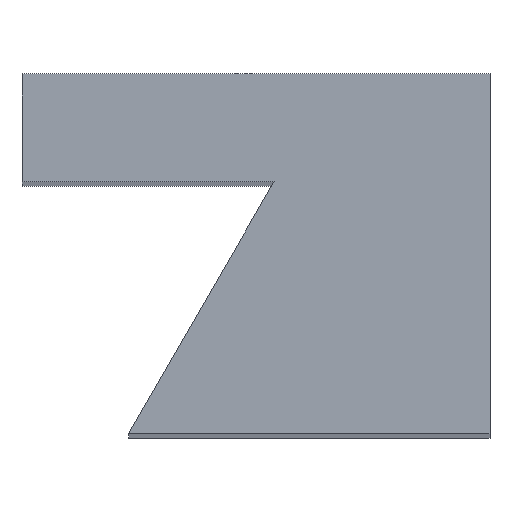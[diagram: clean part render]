
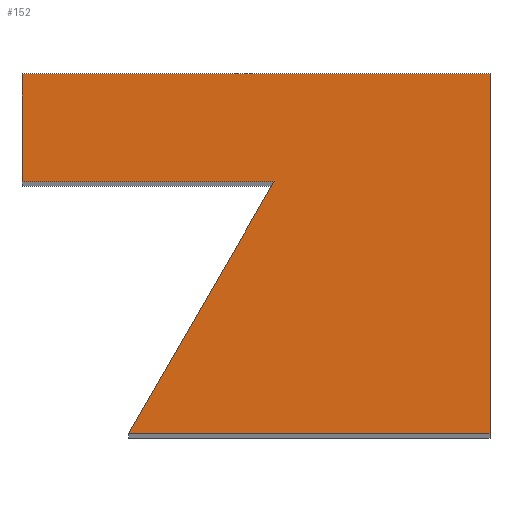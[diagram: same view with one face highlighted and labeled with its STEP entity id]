
A CAD part, top view. The second image highlights one B-rep face of the part: STEP entity #152.
In plain terms, the highlighted planar face has unit normal (0, 0, 1).
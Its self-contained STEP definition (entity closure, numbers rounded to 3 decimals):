
#24 = VERTEX_POINT('',#25);
#25 = CARTESIAN_POINT('',(0.,0.,70.));
#31 = EDGE_CURVE('',#24,#32,#34,.T.);
#32 = VERTEX_POINT('',#33);
#33 = CARTESIAN_POINT('',(7.,0.,70.));
#34 = LINE('',#35,#36);
#35 = CARTESIAN_POINT('',(0.,0.,70.));
#36 = VECTOR('',#37,1.);
#37 = DIRECTION('',(1.,0.,0.));
#64 = VERTEX_POINT('',#65);
#65 = CARTESIAN_POINT('',(0.,3.,70.));
#71 = EDGE_CURVE('',#64,#24,#72,.T.);
#72 = LINE('',#73,#74);
#73 = CARTESIAN_POINT('',(0.,3.,70.));
#74 = VECTOR('',#75,1.);
#75 = DIRECTION('',(0.,-1.,0.));
#93 = EDGE_CURVE('',#32,#94,#96,.T.);
#94 = VERTEX_POINT('',#95);
#95 = CARTESIAN_POINT('',(2.959,-7.,70.));
#96 = LINE('',#97,#98);
#97 = CARTESIAN_POINT('',(7.,0.,70.));
#98 = VECTOR('',#99,1.);
#99 = DIRECTION('',(-0.5,-0.866,0.));
#152 = ADVANCED_FACE('',(#153),#180,.T.);
#153 = FACE_BOUND('',#154,.T.);
#154 = EDGE_LOOP('',(#155,#156,#157,#165,#173,#179));
#155 = ORIENTED_EDGE('',*,*,#31,.T.);
#156 = ORIENTED_EDGE('',*,*,#93,.T.);
#157 = ORIENTED_EDGE('',*,*,#158,.T.);
#158 = EDGE_CURVE('',#94,#159,#161,.T.);
#159 = VERTEX_POINT('',#160);
#160 = CARTESIAN_POINT('',(13.,-7.,70.));
#161 = LINE('',#162,#163);
#162 = CARTESIAN_POINT('',(2.959,-7.,70.));
#163 = VECTOR('',#164,1.);
#164 = DIRECTION('',(1.,0.,0.));
#165 = ORIENTED_EDGE('',*,*,#166,.T.);
#166 = EDGE_CURVE('',#159,#167,#169,.T.);
#167 = VERTEX_POINT('',#168);
#168 = CARTESIAN_POINT('',(13.,3.,70.));
#169 = LINE('',#170,#171);
#170 = CARTESIAN_POINT('',(13.,-7.,70.));
#171 = VECTOR('',#172,1.);
#172 = DIRECTION('',(0.,1.,0.));
#173 = ORIENTED_EDGE('',*,*,#174,.T.);
#174 = EDGE_CURVE('',#167,#64,#175,.T.);
#175 = LINE('',#176,#177);
#176 = CARTESIAN_POINT('',(13.,3.,70.));
#177 = VECTOR('',#178,1.);
#178 = DIRECTION('',(-1.,0.,0.));
#179 = ORIENTED_EDGE('',*,*,#71,.T.);
#180 = PLANE('',#181);
#181 = AXIS2_PLACEMENT_3D('',#182,#183,#184);
#182 = CARTESIAN_POINT('',(7.029,-1.469,70.));
#183 = DIRECTION('',(0.,0.,1.));
#184 = DIRECTION('',(1.,0.,0.));
